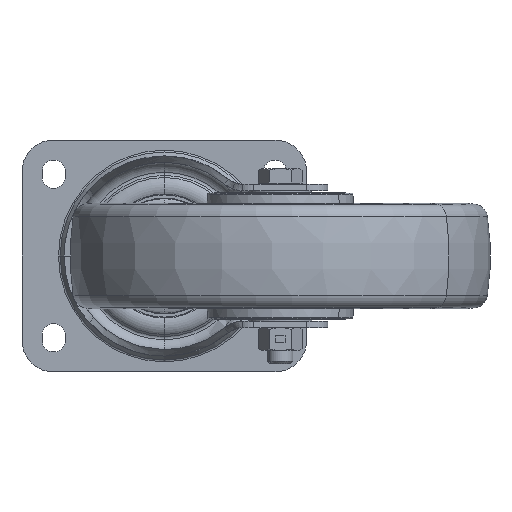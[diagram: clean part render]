
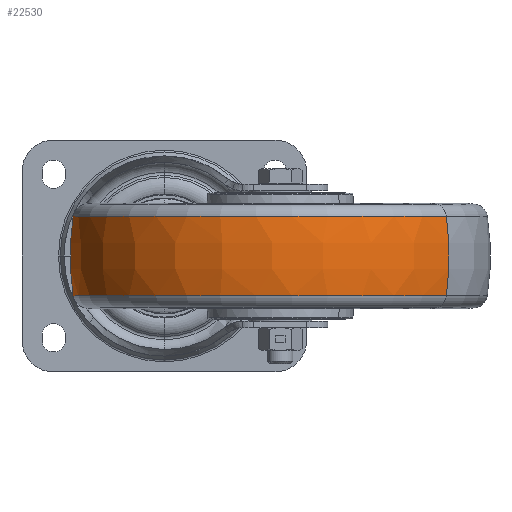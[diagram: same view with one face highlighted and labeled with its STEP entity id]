
A CAD part, front view. The second image highlights one B-rep face of the part: STEP entity #22530.
In plain terms, the highlighted toroidal (fillet/blend) face has major radius 10 mm and minor radius 110 mm.
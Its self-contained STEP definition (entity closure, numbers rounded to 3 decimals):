
#683 = VERTEX_POINT ( 'NONE', #27808 ) ;
#690 = ORIENTED_EDGE ( 'NONE', *, *, #2464, .F. ) ;
#2464 = EDGE_CURVE ( 'NONE', #13897, #683, #12351, .T. ) ;
#4578 = VERTEX_POINT ( 'NONE', #23336 ) ;
#5424 = CIRCLE ( 'NONE', #21914, 98.372 ) ;
#5883 = DIRECTION ( 'NONE',  ( 0., 0., -1. ) ) ;
#6454 = DIRECTION ( 'NONE',  ( -0.801, 0.599, 0. ) ) ;
#7200 = ORIENTED_EDGE ( 'NONE', *, *, #9326, .T. ) ;
#7305 = CARTESIAN_POINT ( 'NONE',  ( -23.773, -76.077, 30.741 ) ) ;
#7318 = ORIENTED_EDGE ( 'NONE', *, *, #21329, .T. ) ;
#8285 = EDGE_LOOP ( 'NONE', ( #690, #7318, #7200, #20299 ) ) ;
#8412 = CARTESIAN_POINT ( 'NONE',  ( 133.773, -193.923, 68.448 ) ) ;
#8767 = DIRECTION ( 'NONE',  ( -0.801, 0.599, 0. ) ) ;
#9131 = DIRECTION ( 'NONE',  ( -0.801, 0.599, 0. ) ) ;
#9326 = EDGE_CURVE ( 'NONE', #4578, #16329, #26216, .T. ) ;
#9885 = CARTESIAN_POINT ( 'NONE',  ( 63.008, -140.99, 49.595 ) ) ;
#12351 = CIRCLE ( 'NONE', #28310, 110. ) ;
#12498 = CIRCLE ( 'NONE', #20952, 98.372 ) ;
#12598 = AXIS2_PLACEMENT_3D ( 'NONE', #26453, #28956, #8767 ) ;
#13897 = VERTEX_POINT ( 'NONE', #8412 ) ;
#16329 = VERTEX_POINT ( 'NONE', #7305 ) ;
#18790 = DIRECTION ( 'NONE',  ( 0., 0., -1. ) ) ;
#19180 = DIRECTION ( 'NONE',  ( -0.599, -0.801, 0. ) ) ;
#19334 = DIRECTION ( 'NONE',  ( 0.801, -0.599, 0. ) ) ;
#20299 = ORIENTED_EDGE ( 'NONE', *, *, #21089, .F. ) ;
#20952 = AXIS2_PLACEMENT_3D ( 'NONE', #22018, #5883, #6454 ) ;
#21089 = EDGE_CURVE ( 'NONE', #683, #16329, #5424, .T. ) ;
#21329 = EDGE_CURVE ( 'NONE', #13897, #4578, #12498, .T. ) ;
#21914 = AXIS2_PLACEMENT_3D ( 'NONE', #28021, #18790, #27731 ) ;
#22018 = CARTESIAN_POINT ( 'NONE',  ( 55., -135., 68.448 ) ) ;
#22020 = AXIS2_PLACEMENT_3D ( 'NONE', #9885, #19180, #19334 ) ;
#22057 = FACE_OUTER_BOUND ( 'NONE', #8285, .T. ) ;
#22530 = ADVANCED_FACE ( 'NONE', ( #22057 ), #23378, .T. ) ;
#23336 = CARTESIAN_POINT ( 'NONE',  ( -23.773, -76.077, 68.448 ) ) ;
#23378 = TOROIDAL_SURFACE ( 'NONE', #12598, -10., 110. ) ;
#24759 = DIRECTION ( 'NONE',  ( 0.599, 0.801, 0. ) ) ;
#26216 = CIRCLE ( 'NONE', #22020, 110. ) ;
#26453 = CARTESIAN_POINT ( 'NONE',  ( 55., -135., 49.595 ) ) ;
#26957 = CARTESIAN_POINT ( 'NONE',  ( 46.992, -129.01, 49.595 ) ) ;
#27731 = DIRECTION ( 'NONE',  ( -0.801, 0.599, 0. ) ) ;
#27808 = CARTESIAN_POINT ( 'NONE',  ( 133.773, -193.923, 30.741 ) ) ;
#28021 = CARTESIAN_POINT ( 'NONE',  ( 55., -135., 30.741 ) ) ;
#28310 = AXIS2_PLACEMENT_3D ( 'NONE', #26957, #24759, #9131 ) ;
#28956 = DIRECTION ( 'NONE',  ( 0., 0., -1. ) ) ;
